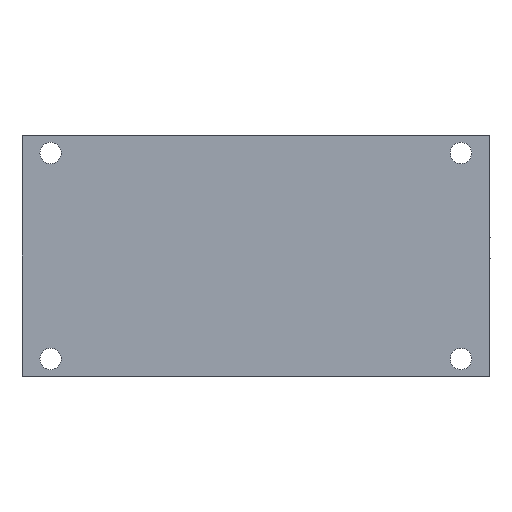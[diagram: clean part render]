
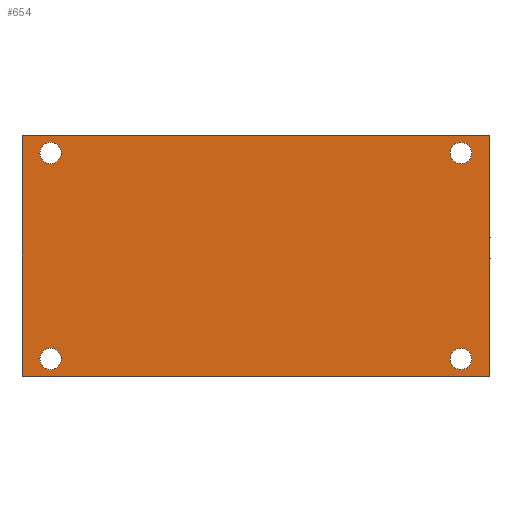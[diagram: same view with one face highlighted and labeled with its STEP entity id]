
A CAD part, front view. The second image highlights one B-rep face of the part: STEP entity #654.
In plain terms, the highlighted planar face has unit normal (0, -1, 0).
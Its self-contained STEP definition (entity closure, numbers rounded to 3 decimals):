
#32 = EDGE_CURVE ( 'NONE', #2544, #2128, #1932, .T. ) ;
#41 = VERTEX_POINT ( 'NONE', #1808 ) ;
#328 = AXIS2_PLACEMENT_3D ( 'NONE', #3007, #1852, #5885 ) ;
#470 = EDGE_CURVE ( 'NONE', #908, #7071, #1819, .T. ) ;
#535 = ORIENTED_EDGE ( 'NONE', *, *, #4669, .F. ) ;
#548 = CARTESIAN_POINT ( 'NONE',  ( 35., 0., 18. ) ) ;
#568 = DIRECTION ( 'NONE',  ( 0., 1., 0. ) ) ;
#654 = ADVANCED_FACE ( 'NONE', ( #6914, #5261, #6953, #1836, #1798 ), #1232, .T. ) ;
#674 = CARTESIAN_POINT ( 'NONE',  ( 0., 0., 0. ) ) ;
#720 = DIRECTION ( 'NONE',  ( 0., -1., 0. ) ) ;
#783 = DIRECTION ( 'NONE',  ( 0., 0., -1. ) ) ;
#908 = VERTEX_POINT ( 'NONE', #3511 ) ;
#1044 = CIRCLE ( 'NONE', #328, 1.6 ) ;
#1232 = PLANE ( 'NONE',  #2342 ) ;
#1270 = DIRECTION ( 'NONE',  ( 0., 0., -1. ) ) ;
#1281 = VECTOR ( 'NONE', #3409, 1000. ) ;
#1295 = LINE ( 'NONE', #4532, #3777 ) ;
#1437 = CARTESIAN_POINT ( 'NONE',  ( -30.725, 0., -13.817 ) ) ;
#1667 = EDGE_CURVE ( 'NONE', #2614, #2860, #5616, .T. ) ;
#1696 = VERTEX_POINT ( 'NONE', #5047 ) ;
#1736 = DIRECTION ( 'NONE',  ( 0., 1., 0. ) ) ;
#1748 = EDGE_CURVE ( 'NONE', #5238, #4663, #2839, .T. ) ;
#1788 = CARTESIAN_POINT ( 'NONE',  ( 30.725, 0., -13.817 ) ) ;
#1798 = FACE_BOUND ( 'NONE', #5593, .T. ) ;
#1808 = CARTESIAN_POINT ( 'NONE',  ( -35., 0., -18. ) ) ;
#1819 = CIRCLE ( 'NONE', #5626, 1.6 ) ;
#1836 = FACE_BOUND ( 'NONE', #6408, .T. ) ;
#1852 = DIRECTION ( 'NONE',  ( 0., 1., 0. ) ) ;
#1932 = CIRCLE ( 'NONE', #3128, 1.6 ) ;
#2038 = DIRECTION ( 'NONE',  ( -1., 0., 0. ) ) ;
#2128 = VERTEX_POINT ( 'NONE', #1437 ) ;
#2308 = EDGE_CURVE ( 'NONE', #1696, #41, #6065, .T. ) ;
#2342 = AXIS2_PLACEMENT_3D ( 'NONE', #674, #720, #1270 ) ;
#2543 = CARTESIAN_POINT ( 'NONE',  ( 30.725, 0., 15.417 ) ) ;
#2544 = VERTEX_POINT ( 'NONE', #3528 ) ;
#2592 = ORIENTED_EDGE ( 'NONE', *, *, #3971, .T. ) ;
#2614 = VERTEX_POINT ( 'NONE', #6414 ) ;
#2631 = ORIENTED_EDGE ( 'NONE', *, *, #32, .T. ) ;
#2791 = AXIS2_PLACEMENT_3D ( 'NONE', #2543, #7108, #7074 ) ;
#2807 = DIRECTION ( 'NONE',  ( 0., 0., 1. ) ) ;
#2839 = CIRCLE ( 'NONE', #5437, 1.6 ) ;
#2860 = VERTEX_POINT ( 'NONE', #6625 ) ;
#2885 = DIRECTION ( 'NONE',  ( 0., 1., 0. ) ) ;
#3007 = CARTESIAN_POINT ( 'NONE',  ( 30.725, 0., -15.417 ) ) ;
#3077 = DIRECTION ( 'NONE',  ( 0., 0., 1. ) ) ;
#3128 = AXIS2_PLACEMENT_3D ( 'NONE', #5690, #568, #6362 ) ;
#3180 = EDGE_CURVE ( 'NONE', #5241, #7039, #6013, .T. ) ;
#3265 = CARTESIAN_POINT ( 'NONE',  ( -35., 0., -18. ) ) ;
#3409 = DIRECTION ( 'NONE',  ( 1., 0., 0. ) ) ;
#3511 = CARTESIAN_POINT ( 'NONE',  ( -30.725, 0., 13.817 ) ) ;
#3528 = CARTESIAN_POINT ( 'NONE',  ( -30.725, 0., -17.017 ) ) ;
#3665 = AXIS2_PLACEMENT_3D ( 'NONE', #7037, #2885, #5762 ) ;
#3777 = VECTOR ( 'NONE', #6825, 1000. ) ;
#3786 = CARTESIAN_POINT ( 'NONE',  ( 30.725, 0., 15.417 ) ) ;
#3831 = EDGE_CURVE ( 'NONE', #4663, #5238, #1044, .T. ) ;
#3863 = AXIS2_PLACEMENT_3D ( 'NONE', #3786, #4453, #6073 ) ;
#3971 = EDGE_CURVE ( 'NONE', #2128, #2544, #6891, .T. ) ;
#4260 = CARTESIAN_POINT ( 'NONE',  ( -30.725, 0., 15.417 ) ) ;
#4432 = ORIENTED_EDGE ( 'NONE', *, *, #7270, .T. ) ;
#4453 = DIRECTION ( 'NONE',  ( 0., 1., 0. ) ) ;
#4475 = ORIENTED_EDGE ( 'NONE', *, *, #5252, .F. ) ;
#4532 = CARTESIAN_POINT ( 'NONE',  ( -35., 0., 18. ) ) ;
#4663 = VERTEX_POINT ( 'NONE', #5128 ) ;
#4669 = EDGE_CURVE ( 'NONE', #41, #2614, #1295, .T. ) ;
#4899 = CARTESIAN_POINT ( 'NONE',  ( 30.725, 0., 13.817 ) ) ;
#5047 = CARTESIAN_POINT ( 'NONE',  ( 35., 0., -18. ) ) ;
#5056 = ORIENTED_EDGE ( 'NONE', *, *, #2308, .F. ) ;
#5128 = CARTESIAN_POINT ( 'NONE',  ( 30.725, 0., -17.017 ) ) ;
#5201 = CARTESIAN_POINT ( 'NONE',  ( 30.725, 0., -15.417 ) ) ;
#5238 = VERTEX_POINT ( 'NONE', #1788 ) ;
#5241 = VERTEX_POINT ( 'NONE', #7258 ) ;
#5252 = EDGE_CURVE ( 'NONE', #2860, #1696, #5750, .T. ) ;
#5261 = FACE_BOUND ( 'NONE', #5523, .T. ) ;
#5345 = DIRECTION ( 'NONE',  ( 0., 1., 0. ) ) ;
#5437 = AXIS2_PLACEMENT_3D ( 'NONE', #5201, #1736, #5740 ) ;
#5523 = EDGE_LOOP ( 'NONE', ( #7177, #6503 ) ) ;
#5593 = EDGE_LOOP ( 'NONE', ( #7121, #4432 ) ) ;
#5616 = LINE ( 'NONE', #6255, #1281 ) ;
#5626 = AXIS2_PLACEMENT_3D ( 'NONE', #6202, #7220, #2807 ) ;
#5652 = VECTOR ( 'NONE', #2038, 1000. ) ;
#5690 = CARTESIAN_POINT ( 'NONE',  ( -30.725, 0., -15.417 ) ) ;
#5736 = EDGE_CURVE ( 'NONE', #7039, #5241, #7105, .T. ) ;
#5740 = DIRECTION ( 'NONE',  ( 0., 0., 1. ) ) ;
#5750 = LINE ( 'NONE', #548, #6620 ) ;
#5762 = DIRECTION ( 'NONE',  ( 0., 0., -1. ) ) ;
#5885 = DIRECTION ( 'NONE',  ( 0., 0., 1. ) ) ;
#6013 = CIRCLE ( 'NONE', #2791, 1.6 ) ;
#6065 = LINE ( 'NONE', #3265, #5652 ) ;
#6073 = DIRECTION ( 'NONE',  ( 0., 0., -1. ) ) ;
#6202 = CARTESIAN_POINT ( 'NONE',  ( -30.725, 0., 15.417 ) ) ;
#6255 = CARTESIAN_POINT ( 'NONE',  ( -35., 0., 18. ) ) ;
#6285 = ORIENTED_EDGE ( 'NONE', *, *, #3180, .T. ) ;
#6362 = DIRECTION ( 'NONE',  ( 0., 0., -1. ) ) ;
#6408 = EDGE_LOOP ( 'NONE', ( #6809, #6285 ) ) ;
#6414 = CARTESIAN_POINT ( 'NONE',  ( -35., 0., 18. ) ) ;
#6503 = ORIENTED_EDGE ( 'NONE', *, *, #1748, .T. ) ;
#6620 = VECTOR ( 'NONE', #783, 1000. ) ;
#6624 = EDGE_LOOP ( 'NONE', ( #4475, #6865, #535, #5056 ) ) ;
#6625 = CARTESIAN_POINT ( 'NONE',  ( 35., 0., 18. ) ) ;
#6809 = ORIENTED_EDGE ( 'NONE', *, *, #5736, .T. ) ;
#6825 = DIRECTION ( 'NONE',  ( 0., 0., 1. ) ) ;
#6865 = ORIENTED_EDGE ( 'NONE', *, *, #1667, .F. ) ;
#6891 = CIRCLE ( 'NONE', #3665, 1.6 ) ;
#6914 = FACE_BOUND ( 'NONE', #7295, .T. ) ;
#6953 = FACE_OUTER_BOUND ( 'NONE', #6624, .T. ) ;
#7037 = CARTESIAN_POINT ( 'NONE',  ( -30.725, 0., -15.417 ) ) ;
#7039 = VERTEX_POINT ( 'NONE', #4899 ) ;
#7071 = VERTEX_POINT ( 'NONE', #7265 ) ;
#7074 = DIRECTION ( 'NONE',  ( 0., 0., -1. ) ) ;
#7105 = CIRCLE ( 'NONE', #3863, 1.6 ) ;
#7108 = DIRECTION ( 'NONE',  ( 0., 1., 0. ) ) ;
#7121 = ORIENTED_EDGE ( 'NONE', *, *, #470, .T. ) ;
#7133 = AXIS2_PLACEMENT_3D ( 'NONE', #4260, #5345, #3077 ) ;
#7177 = ORIENTED_EDGE ( 'NONE', *, *, #3831, .T. ) ;
#7220 = DIRECTION ( 'NONE',  ( 0., 1., 0. ) ) ;
#7246 = CIRCLE ( 'NONE', #7133, 1.6 ) ;
#7258 = CARTESIAN_POINT ( 'NONE',  ( 30.725, 0., 17.017 ) ) ;
#7265 = CARTESIAN_POINT ( 'NONE',  ( -30.725, 0., 17.017 ) ) ;
#7270 = EDGE_CURVE ( 'NONE', #7071, #908, #7246, .T. ) ;
#7295 = EDGE_LOOP ( 'NONE', ( #2631, #2592 ) ) ;
